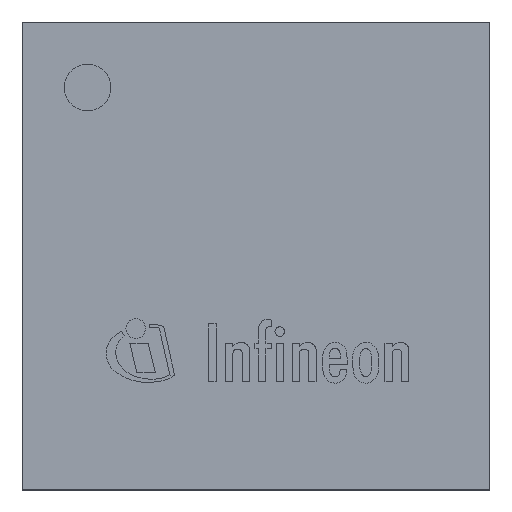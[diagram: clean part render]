
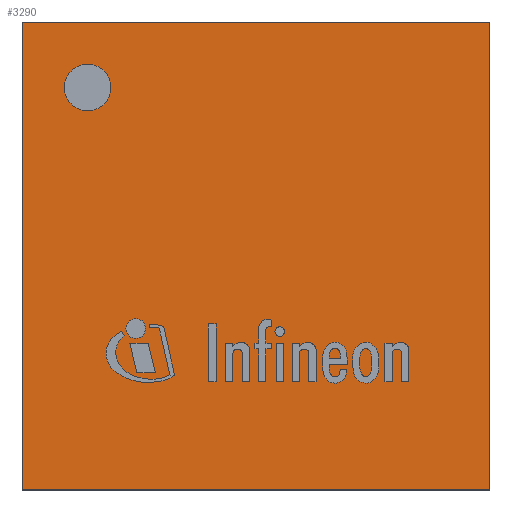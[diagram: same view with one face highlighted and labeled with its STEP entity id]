
A CAD part, top view. The second image highlights one B-rep face of the part: STEP entity #3290.
In plain terms, the highlighted planar face has unit normal (0, 0, 1).
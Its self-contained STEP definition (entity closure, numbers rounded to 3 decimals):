
#75=FACE_BOUND('',#689,.T.);
#184=CIRCLE('',#3571,0.125);
#446=FACE_OUTER_BOUND('',#688,.T.);
#688=EDGE_LOOP('',(#2326,#2327,#2328,#2329));
#689=EDGE_LOOP('',(#2330));
#1040=LINE('',#4875,#1306);
#1044=LINE('',#4882,#1310);
#1047=LINE('',#4888,#1313);
#1049=LINE('',#4891,#1315);
#1306=VECTOR('',#3934,1000.);
#1310=VECTOR('',#3940,1000.);
#1313=VECTOR('',#3945,1000.);
#1315=VECTOR('',#3949,1000.);
#1567=VERTEX_POINT('',#4866);
#1570=VERTEX_POINT('',#4872);
#1571=VERTEX_POINT('',#4874);
#1573=VERTEX_POINT('',#4880);
#1575=VERTEX_POINT('',#4886);
#1883=EDGE_CURVE('',#1567,#1567,#184,.T.);
#1886=EDGE_CURVE('',#1571,#1570,#1040,.T.);
#1890=EDGE_CURVE('',#1570,#1573,#1044,.T.);
#1893=EDGE_CURVE('',#1573,#1575,#1047,.T.);
#1895=EDGE_CURVE('',#1575,#1571,#1049,.T.);
#2326=ORIENTED_EDGE('',*,*,#1886,.T.);
#2327=ORIENTED_EDGE('',*,*,#1890,.T.);
#2328=ORIENTED_EDGE('',*,*,#1893,.T.);
#2329=ORIENTED_EDGE('',*,*,#1895,.T.);
#2330=ORIENTED_EDGE('',*,*,#1883,.F.);
#3122=PLANE('',#3576);
#3290=ADVANCED_FACE('',(#446,#75),#3122,.T.);
#3571=AXIS2_PLACEMENT_3D('',#4867,#3928,#3929);
#3576=AXIS2_PLACEMENT_3D('',#4892,#3950,#3951);
#3928=DIRECTION('center_axis',(0.,0.,1.));
#3929=DIRECTION('ref_axis',(0.,-1.,0.));
#3934=DIRECTION('',(1.,0.,0.));
#3940=DIRECTION('',(0.,1.,0.));
#3945=DIRECTION('',(-1.,0.,0.));
#3949=DIRECTION('',(0.,-1.,0.));
#3950=DIRECTION('center_axis',(0.,0.,1.));
#3951=DIRECTION('ref_axis',(0.,-1.,0.));
#4866=CARTESIAN_POINT('',(-0.9,0.775,0.65));
#4867=CARTESIAN_POINT('Origin',(-0.9,0.9,0.65));
#4872=CARTESIAN_POINT('',(1.25,-1.25,0.65));
#4874=CARTESIAN_POINT('',(-1.25,-1.25,0.65));
#4875=CARTESIAN_POINT('',(1.25,-1.25,0.65));
#4880=CARTESIAN_POINT('',(1.25,1.25,0.65));
#4882=CARTESIAN_POINT('',(1.25,1.25,0.65));
#4886=CARTESIAN_POINT('',(-1.25,1.25,0.65));
#4888=CARTESIAN_POINT('',(1.25,1.25,0.65));
#4891=CARTESIAN_POINT('',(-1.25,1.25,0.65));
#4892=CARTESIAN_POINT('Origin',(0.,0.,0.65));
